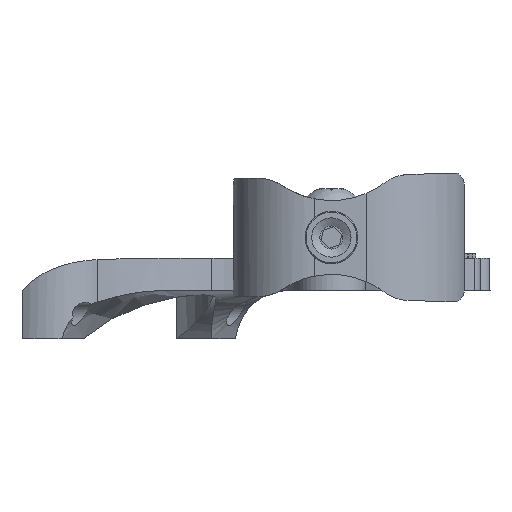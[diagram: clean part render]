
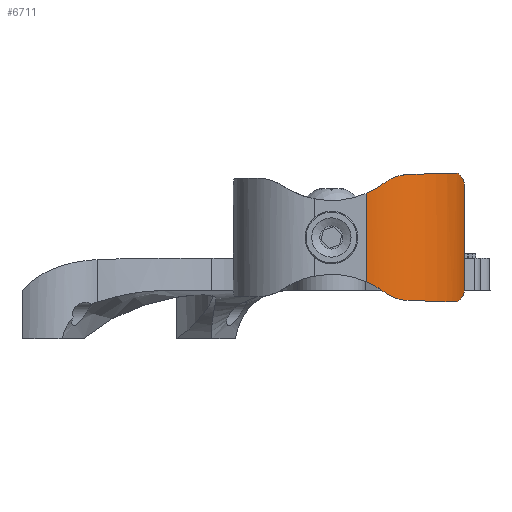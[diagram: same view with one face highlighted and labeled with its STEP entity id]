
A CAD part, left-side view. The second image highlights one B-rep face of the part: STEP entity #6711.
In plain terms, the highlighted cylindrical face has radius 22.225 mm (diameter 44.45 mm), a partial arc.
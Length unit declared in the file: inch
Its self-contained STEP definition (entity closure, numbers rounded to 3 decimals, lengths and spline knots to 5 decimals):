
#105 = CARTESIAN_POINT ( 'NONE',  ( 0.01354, -0.44832, -0.46374 ) ) ;
#189 = AXIS2_PLACEMENT_3D ( 'NONE', #6151, #6152, #6150 ) ;
#475 = CARTESIAN_POINT ( 'NONE',  ( 0.63625, -1.1368, 0.4353 ) ) ;
#490 = CARTESIAN_POINT ( 'NONE',  ( 0.63625, -1.1368, -0.4353 ) ) ;
#520 = CARTESIAN_POINT ( 'NONE',  ( 0., -0.295, 0.37545 ) ) ;
#846 = CARTESIAN_POINT ( 'NONE',  ( 0.08114, -0.66297, 0.53799 ) ) ;
#856 = CARTESIAN_POINT ( 'NONE',  ( 0., -0.295, 0. ) ) ;
#857 = DIRECTION ( 'NONE',  ( 0., 0., -1. ) ) ;
#862 = CARTESIAN_POINT ( 'NONE',  ( 0.06408, -0.62618, 0.53706 ) ) ;
#871 = CARTESIAN_POINT ( 'NONE',  ( 0.05005, -0.58922, 0.53082 ) ) ;
#872 = CARTESIAN_POINT ( 'NONE',  ( 0.03304, -0.53394, 0.51213 ) ) ;
#873 = CARTESIAN_POINT ( 'NONE',  ( 0.02816, -0.51593, 0.50444 ) ) ;
#874 = CARTESIAN_POINT ( 'NONE',  ( 0.01986, -0.4812, 0.48626 ) ) ;
#875 = CARTESIAN_POINT ( 'NONE',  ( 0.0164, -0.46443, 0.47575 ) ) ;
#876 = CARTESIAN_POINT ( 'NONE',  ( 0.01354, -0.44832, 0.46374 ) ) ;
#1653 = FACE_OUTER_BOUND ( 'NONE', #8109, .T. ) ;
#1662 = CYLINDRICAL_SURFACE ( 'NONE', #189, 0.875 ) ;
#1920 = ORIENTED_EDGE ( 'NONE', *, *, #6002, .T. ) ;
#2685 = CARTESIAN_POINT ( 'NONE',  ( 0.46727, -1.0692, 0.54829 ) ) ;
#2689 = CARTESIAN_POINT ( 'NONE',  ( 0.63625, -1.1368, 0. ) ) ;
#2690 = CARTESIAN_POINT ( 'NONE',  ( 0.29596, -0.97897, 0.546 ) ) ;
#2695 = DIRECTION ( 'NONE',  ( 0., 0., 1. ) ) ;
#2698 = CARTESIAN_POINT ( 'NONE',  ( 0.16256, -0.83864, 0.54244 ) ) ;
#2699 = CARTESIAN_POINT ( 'NONE',  ( 0.08114, -0.66297, 0.53799 ) ) ;
#2706 = CARTESIAN_POINT ( 'NONE',  ( 0.01354, -0.44832, 0.46374 ) ) ;
#2707 = CARTESIAN_POINT ( 'NONE',  ( 0.00511, -0.40095, 0.42842 ) ) ;
#2711 = CARTESIAN_POINT ( 'NONE',  ( 0., -0.34992, 0.39895 ) ) ;
#2712 = CARTESIAN_POINT ( 'NONE',  ( 0., -0.295, 0.37545 ) ) ;
#3707 = VERTEX_POINT ( 'NONE', #4001 ) ;
#3759 = VERTEX_POINT ( 'NONE', #7170 ) ;
#3827 = EDGE_CURVE ( 'NONE', #5746, #5663, #7092, .T. ) ;
#3856 = EDGE_CURVE ( 'NONE', #5663, #3707, #7132, .T. ) ;
#3861 = EDGE_CURVE ( 'NONE', #7285, #5829, #7134, .T. ) ;
#3881 = EDGE_CURVE ( 'NONE', #7336, #5847, #5416, .T. ) ;
#3886 = EDGE_CURVE ( 'NONE', #3759, #5712, #7117, .T. ) ;
#3924 = EDGE_CURVE ( 'NONE', #7286, #7285, #5461, .T. ) ;
#3925 = EDGE_CURVE ( 'NONE', #5829, #3759, #7124, .T. ) ;
#3930 = EDGE_CURVE ( 'NONE', #5712, #7336, #7128, .T. ) ;
#3959 = EDGE_CURVE ( 'NONE', #5847, #5746, #4061, .T. ) ;
#4001 = CARTESIAN_POINT ( 'NONE',  ( 0.46727, -1.0692, -0.54829 ) ) ;
#4061 = B_SPLINE_CURVE_WITH_KNOTS ( 'NONE', 3,
 ( #5065, #5066, #5070, #5071 ),
 .UNSPECIFIED., .F., .F.,
 ( 4, 4 ),
 ( 0., 0.00451 ),
 .UNSPECIFIED. ) ;
#4188 = CARTESIAN_POINT ( 'NONE',  ( 0.48364, -1.07782, -0.54616 ) ) ;
#4192 = CARTESIAN_POINT ( 'NONE',  ( 0.46727, -1.0692, -0.54829 ) ) ;
#4196 = CARTESIAN_POINT ( 'NONE',  ( 0.49978, -1.08566, -0.5421 ) ) ;
#4197 = CARTESIAN_POINT ( 'NONE',  ( 0.53149, -1.09994, -0.53012 ) ) ;
#4198 = CARTESIAN_POINT ( 'NONE',  ( 0.5472, -1.10643, -0.52208 ) ) ;
#4199 = CARTESIAN_POINT ( 'NONE',  ( 0.57641, -1.11763, -0.50274 ) ) ;
#4200 = CARTESIAN_POINT ( 'NONE',  ( 0.59011, -1.12243, -0.49139 ) ) ;
#4201 = CARTESIAN_POINT ( 'NONE',  ( 0.61536, -1.1307, -0.46531 ) ) ;
#4202 = CARTESIAN_POINT ( 'NONE',  ( 0.62656, -1.13405, -0.45096 ) ) ;
#4203 = CARTESIAN_POINT ( 'NONE',  ( 0.63625, -1.1368, -0.4353 ) ) ;
#4417 = CARTESIAN_POINT ( 'NONE',  ( 0.08114, -0.66297, -0.53799 ) ) ;
#4419 = CARTESIAN_POINT ( 'NONE',  ( 0.16256, -0.83864, -0.54244 ) ) ;
#4423 = CARTESIAN_POINT ( 'NONE',  ( 0.29596, -0.97897, -0.546 ) ) ;
#4427 = CARTESIAN_POINT ( 'NONE',  ( 0.46727, -1.0692, -0.54829 ) ) ;
#4472 = B_SPLINE_CURVE_WITH_KNOTS ( 'NONE', 3,
 ( #4192, #4188, #4196, #4197, #4198, #4199, #4200, #4201, #4202, #4203 ),
 .UNSPECIFIED., .F., .F.,
 ( 4, 2, 2, 2, 4 ),
 ( 0., 0.0014, 0.0028, 0.0042, 0.0056 ),
 .UNSPECIFIED. ) ;
#5065 = CARTESIAN_POINT ( 'NONE',  ( 0., -0.295, -0.37545 ) ) ;
#5066 = CARTESIAN_POINT ( 'NONE',  ( 0., -0.34992, -0.39895 ) ) ;
#5070 = CARTESIAN_POINT ( 'NONE',  ( 0.00511, -0.40095, -0.42842 ) ) ;
#5071 = CARTESIAN_POINT ( 'NONE',  ( 0.01354, -0.44832, -0.46374 ) ) ;
#5251 = ORIENTED_EDGE ( 'NONE', *, *, #3886, .T. ) ;
#5252 = ORIENTED_EDGE ( 'NONE', *, *, #3925, .T. ) ;
#5253 = ORIENTED_EDGE ( 'NONE', *, *, #3959, .T. ) ;
#5254 = ORIENTED_EDGE ( 'NONE', *, *, #3856, .T. ) ;
#5255 = ORIENTED_EDGE ( 'NONE', *, *, #3827, .T. ) ;
#5256 = ORIENTED_EDGE ( 'NONE', *, *, #3924, .T. ) ;
#5257 = ORIENTED_EDGE ( 'NONE', *, *, #3861, .T. ) ;
#5258 = ORIENTED_EDGE ( 'NONE', *, *, #3881, .T. ) ;
#5259 = ORIENTED_EDGE ( 'NONE', *, *, #3930, .T. ) ;
#5416 = LINE ( 'NONE', #856, #5419 ) ;
#5419 = VECTOR ( 'NONE', #857, 39.37008 ) ;
#5454 = VECTOR ( 'NONE', #2695, 39.37008 ) ;
#5461 = LINE ( 'NONE', #2689, #5454 ) ;
#5663 = VERTEX_POINT ( 'NONE', #7864 ) ;
#5712 = VERTEX_POINT ( 'NONE', #7893 ) ;
#5746 = VERTEX_POINT ( 'NONE', #7909 ) ;
#5829 = VERTEX_POINT ( 'NONE', #7934 ) ;
#5847 = VERTEX_POINT ( 'NONE', #7940 ) ;
#5918 = CARTESIAN_POINT ( 'NONE',  ( 0.08114, -0.66297, -0.53799 ) ) ;
#6002 = EDGE_CURVE ( 'NONE', #3707, #7286, #4472, .T. ) ;
#6150 = DIRECTION ( 'NONE',  ( 1., 0., 0. ) ) ;
#6151 = CARTESIAN_POINT ( 'NONE',  ( 0.875, -0.295, 0. ) ) ;
#6152 = DIRECTION ( 'NONE',  ( 0., 0., 1. ) ) ;
#6711 = ADVANCED_FACE ( 'NONE', ( #1653 ), #1662, .T. ) ;
#7002 = CARTESIAN_POINT ( 'NONE',  ( 0.05001, -0.58911, -0.5308 ) ) ;
#7050 = CARTESIAN_POINT ( 'NONE',  ( 0.63625, -1.1368, 0.4353 ) ) ;
#7092 = B_SPLINE_CURVE_WITH_KNOTS ( 'NONE', 3,
 ( #105, #7655, #7652, #7002, #8838, #5918 ),
 .UNSPECIFIED., .F., .F.,
 ( 4, 2, 4 ),
 ( 0., 0.00305, 0.0061 ),
 .UNSPECIFIED. ) ;
#7100 = CARTESIAN_POINT ( 'NONE',  ( 0.5905, -1.12256, 0.49102 ) ) ;
#7101 = CARTESIAN_POINT ( 'NONE',  ( 0.61542, -1.13071, 0.46522 ) ) ;
#7102 = CARTESIAN_POINT ( 'NONE',  ( 0.62656, -1.13405, 0.45096 ) ) ;
#7104 = CARTESIAN_POINT ( 'NONE',  ( 0.532, -1.10016, 0.5299 ) ) ;
#7105 = CARTESIAN_POINT ( 'NONE',  ( 0.54735, -1.10649, 0.522 ) ) ;
#7106 = CARTESIAN_POINT ( 'NONE',  ( 0.57655, -1.11768, 0.50264 ) ) ;
#7107 = CARTESIAN_POINT ( 'NONE',  ( 0.46727, -1.0692, 0.54829 ) ) ;
#7108 = CARTESIAN_POINT ( 'NONE',  ( 0.48364, -1.07782, 0.54616 ) ) ;
#7109 = CARTESIAN_POINT ( 'NONE',  ( 0.49989, -1.08571, 0.54208 ) ) ;
#7117 = B_SPLINE_CURVE_WITH_KNOTS ( 'NONE', 3,
 ( #846, #862, #871, #872, #873, #874, #875, #876 ),
 .UNSPECIFIED., .F., .F.,
 ( 4, 2, 2, 4 ),
 ( 0., 0.00305, 0.00457, 0.0061 ),
 .UNSPECIFIED. ) ;
#7124 =( BOUNDED_CURVE ( )  B_SPLINE_CURVE ( 3, ( #2685, #2690, #2698, #2699 ),
 .UNSPECIFIED., .F., .F. ) 
 B_SPLINE_CURVE_WITH_KNOTS ( ( 4, 4 ),
 ( 0.48474, 1.13676 ),
 .UNSPECIFIED. ) 
 CURVE ( )  GEOMETRIC_REPRESENTATION_ITEM ( )  RATIONAL_B_SPLINE_CURVE ( ( 1., 0.965, 0.965, 1. ) ) 
 REPRESENTATION_ITEM ( '' )  );
#7128 = B_SPLINE_CURVE_WITH_KNOTS ( 'NONE', 3,
 ( #2706, #2707, #2711, #2712 ),
 .UNSPECIFIED., .F., .F.,
 ( 4, 4 ),
 ( 0., 0.00451 ),
 .UNSPECIFIED. ) ;
#7132 =( BOUNDED_CURVE ( )  B_SPLINE_CURVE ( 3, ( #4417, #4419, #4423, #4427 ),
 .UNSPECIFIED., .F., .T. ) 
 B_SPLINE_CURVE_WITH_KNOTS ( ( 4, 4 ),
 ( 2.00484, 2.65685 ),
 .UNSPECIFIED. ) 
 CURVE ( )  GEOMETRIC_REPRESENTATION_ITEM ( )  RATIONAL_B_SPLINE_CURVE ( ( 1., 0.965, 0.965, 1. ) ) 
 REPRESENTATION_ITEM ( '' )  );
#7134 = B_SPLINE_CURVE_WITH_KNOTS ( 'NONE', 3,
 ( #7050, #7102, #7101, #7100, #7106, #7105, #7104, #7109, #7108, #7107 ),
 .UNSPECIFIED., .F., .F.,
 ( 4, 2, 2, 2, 4 ),
 ( 0., 0.0014, 0.0028, 0.0042, 0.0056 ),
 .UNSPECIFIED. ) ;
#7170 = CARTESIAN_POINT ( 'NONE',  ( 0.08114, -0.66297, 0.53799 ) ) ;
#7285 = VERTEX_POINT ( 'NONE', #475 ) ;
#7286 = VERTEX_POINT ( 'NONE', #490 ) ;
#7336 = VERTEX_POINT ( 'NONE', #520 ) ;
#7652 = CARTESIAN_POINT ( 'NONE',  ( 0.02732, -0.51533, -0.50582 ) ) ;
#7655 = CARTESIAN_POINT ( 'NONE',  ( 0.01927, -0.48054, -0.48777 ) ) ;
#7864 = CARTESIAN_POINT ( 'NONE',  ( 0.08114, -0.66297, -0.53799 ) ) ;
#7893 = CARTESIAN_POINT ( 'NONE',  ( 0.01354, -0.44832, 0.46374 ) ) ;
#7909 = CARTESIAN_POINT ( 'NONE',  ( 0.01354, -0.44832, -0.46374 ) ) ;
#7934 = CARTESIAN_POINT ( 'NONE',  ( 0.46727, -1.0692, 0.54829 ) ) ;
#7940 = CARTESIAN_POINT ( 'NONE',  ( 0., -0.295, -0.37545 ) ) ;
#8109 = EDGE_LOOP ( 'NONE', ( #1920, #5256, #5257, #5252, #5251, #5259, #5258, #5253, #5255, #5254 ) ) ;
#8838 = CARTESIAN_POINT ( 'NONE',  ( 0.06408, -0.62618, -0.53706 ) ) ;
